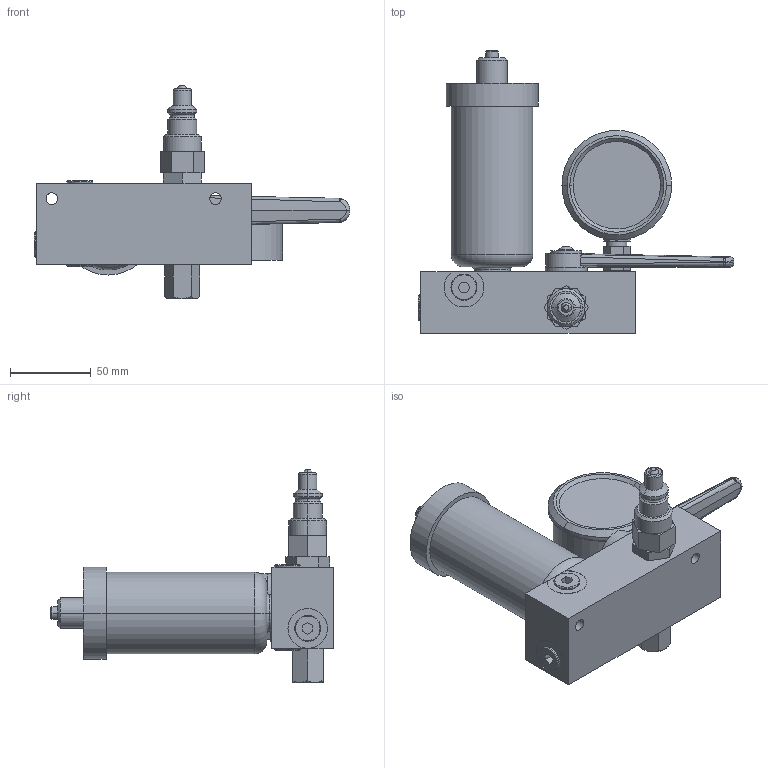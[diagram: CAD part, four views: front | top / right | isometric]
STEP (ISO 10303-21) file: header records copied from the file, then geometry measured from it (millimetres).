
FILE_DESCRIPTION((''),'2;1');
FILE_NAME('ILCM45600102','2016-04-21T',('gar'),(''),'PRO/ENGINEER BY PARAMETRIC TECHNOLOGY CORPORATION, 2013320','PRO/ENGINEER BY PARAMETRIC TECHNOLOGY CORPORATION, 2013320','');
FILE_SCHEMA(('AUTOMOTIVE_DESIGN { 1 0 10303 214 1 1 1 1 }'));
Length unit declared in the file: millimetre
Products named in the file (1): ILCM45600102
Bounding box: 196.14 x 175.56 x 132.44 mm (x, y, z)
Volume: 613350.8 mm3; surface area: 89993.5 mm2
Topology: 5 solids, 13 shells, 342 faces, 754 edges, 459 vertices
Faces by surface type: plane 145, cylinder 93, cone 74, bspline 16, torus 12, sphere 2
Entity records: 10206 total; most frequent: CARTESIAN_POINT 2591, DIRECTION 1653, ORIENTED_EDGE 1456, EDGE_CURVE 740, AXIS2_PLACEMENT_3D 626, VERTEX_POINT 459, VECTOR 401, LINE 401
